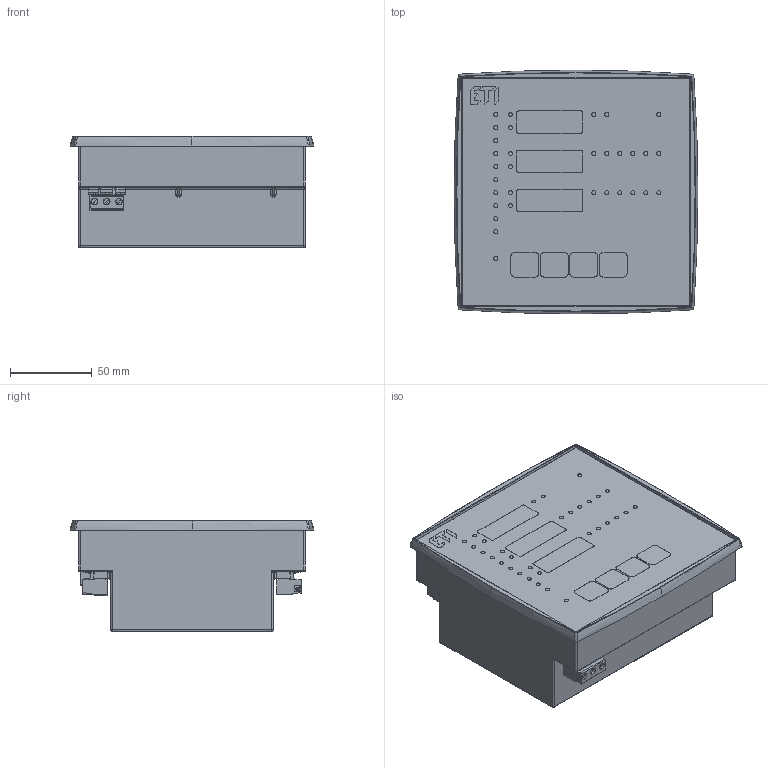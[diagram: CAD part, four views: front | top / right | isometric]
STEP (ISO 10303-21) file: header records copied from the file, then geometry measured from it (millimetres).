
FILE_DESCRIPTION (( 'STEP AP214' ), '1' );
FILE_NAME ('ENA3.STEP', '2016-11-30T15:30:45', ( 'Grafica' ), ( '' ), 'SwSTEP 2.0', 'SolidWorks 2010', '' );
FILE_SCHEMA (( 'AUTOMOTIVE_DESIGN' ));
Length unit declared in the file: metre
Products named in the file (12): SH02-5.08; SH06-5; PV04-7.5-P; 144X144; 955222667; PV06-5-V-P; SH04-7.5; FRONT_PFC12DB3; PV02-5-V-P; PV03-7.5-V-P; SH03-7.5; ENA3
Assembly tree (11 placements, depth 2):
  ENA3
    PV04-7.5-P
    FRONT_PFC12DB3
    PV02-5-V-P
    SH04-7.5
    PV03-7.5-V-P
    SH03-7.5
    PV06-5-V-P
    144X144
    SH06-5
    955222667
    SH02-5.08
Bounding box: 149 x 149 x 68 mm (x, y, z)
Volume: 1105912.7 mm3; surface area: 148447.6 mm2
Topology: 53 solids, 53 shells, 2770 faces, 6884 edges, 4345 vertices
Faces by surface type: plane 1793, cylinder 470, bspline 431, cone 62, sphere 14
Entity records: 128315 total; most frequent: CARTESIAN_POINT 36400, ORIENTED_EDGE 13700, DIRECTION 11220, EDGE_CURVE 6850, LINE 4688, VECTOR 4688, VERTEX_POINT 4341, AXIS2_PLACEMENT_3D 3266
